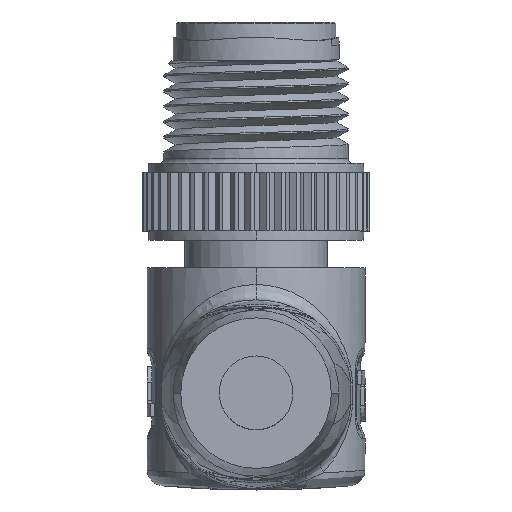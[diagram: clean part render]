
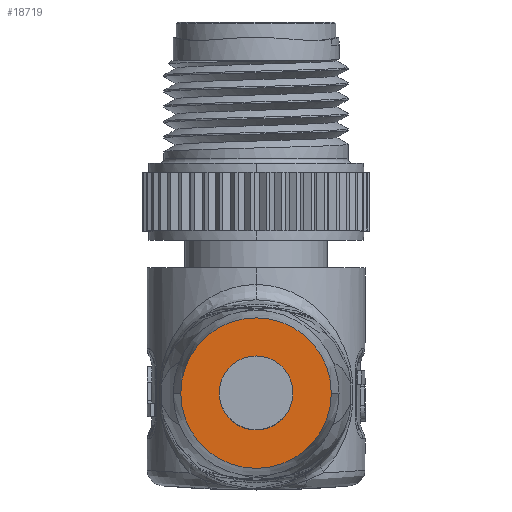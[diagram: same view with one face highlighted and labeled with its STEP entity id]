
A CAD part, top view. The second image highlights one B-rep face of the part: STEP entity #18719.
In plain terms, the highlighted planar face has unit normal (0, 0, 1).
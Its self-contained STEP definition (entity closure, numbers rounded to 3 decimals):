
#4775=CARTESIAN_POINT('',(0.,-18.2,28.));
#4776=DIRECTION('',(0.,0.,-1.));
#4777=DIRECTION('',(1.,0.,0.));
#4778=AXIS2_PLACEMENT_3D('',#4775,#4776,#4777);
#4780=CARTESIAN_POINT('',(0.,-18.2,28.));
#4781=DIRECTION('',(0.,0.,1.));
#4782=DIRECTION('',(1.,0.,0.));
#4783=AXIS2_PLACEMENT_3D('',#4780,#4781,#4782);
#4785=CARTESIAN_POINT('',(0.,-18.2,28.));
#4786=DIRECTION('',(0.,0.,1.));
#4787=DIRECTION('',(0.,1.,0.));
#4788=AXIS2_PLACEMENT_3D('',#4785,#4786,#4787);
#4790=CARTESIAN_POINT('',(0.,-18.2,28.));
#4791=DIRECTION('',(0.,0.,1.));
#4792=DIRECTION('',(0.,-1.,0.));
#4793=AXIS2_PLACEMENT_3D('',#4790,#4791,#4792);
#9565=CARTESIAN_POINT('',(4.9,-18.2,28.));
#9567=VERTEX_POINT('',#9565);
#9569=CARTESIAN_POINT('',(-4.9,-18.2,28.));
#9571=VERTEX_POINT('',#9569);
#9980=CARTESIAN_POINT('',(0.,-15.8,28.));
#9981=CARTESIAN_POINT('',(0.,-20.6,28.));
#9982=VERTEX_POINT('',#9980);
#9983=VERTEX_POINT('',#9981);
#18704=CARTESIAN_POINT('',(0.,-18.2,28.));
#18705=DIRECTION('',(0.,0.,1.));
#18706=DIRECTION('',(1.,0.,0.));
#18707=AXIS2_PLACEMENT_3D('',#18704,#18705,#18706);
#18708=PLANE('',#18707);
#18709=ORIENTED_EDGE('',*,*,#18662,.T.);
#18710=ORIENTED_EDGE('',*,*,#18685,.F.);
#18711=EDGE_LOOP('',(#18709,#18710));
#18712=FACE_OUTER_BOUND('',#18711,.F.);
#18714=ORIENTED_EDGE('',*,*,#18713,.T.);
#18716=ORIENTED_EDGE('',*,*,#18715,.T.);
#18717=EDGE_LOOP('',(#18714,#18716));
#18718=FACE_BOUND('',#18717,.F.);
#18719=ADVANCED_FACE('',(#18712,#18718),#18708,.T.);
#4779=CIRCLE('',#4778,4.9);
#4784=CIRCLE('',#4783,4.9);
#4789=CIRCLE('',#4788,2.4);
#4794=CIRCLE('',#4793,2.4);
#18662=EDGE_CURVE('',#9567,#9571,#4779,.T.);
#18685=EDGE_CURVE('',#9567,#9571,#4784,.T.);
#18713=EDGE_CURVE('',#9982,#9983,#4789,.T.);
#18715=EDGE_CURVE('',#9983,#9982,#4794,.T.);
